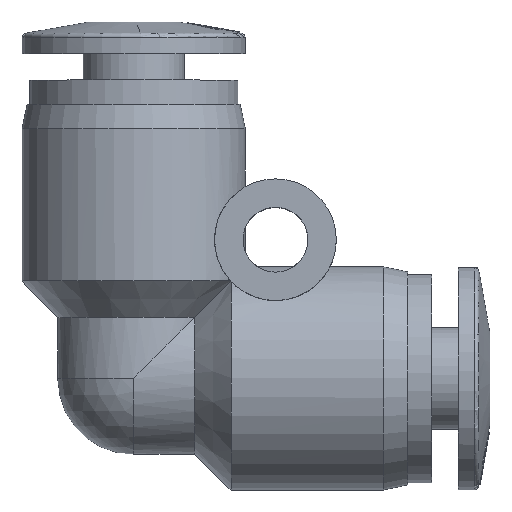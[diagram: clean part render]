
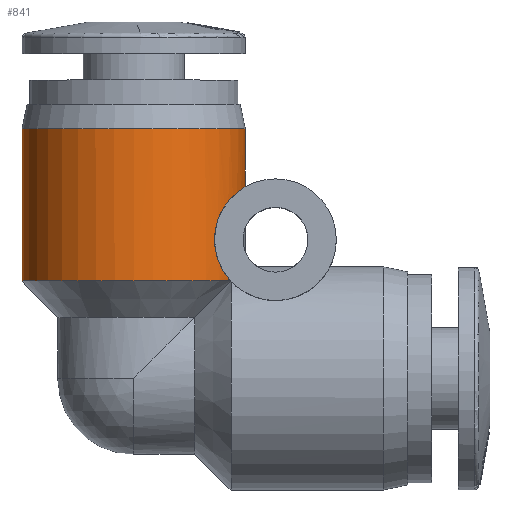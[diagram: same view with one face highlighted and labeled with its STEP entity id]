
A CAD part, top view. The second image highlights one B-rep face of the part: STEP entity #841.
In plain terms, the highlighted cylindrical face has radius 5.5 mm (diameter 11 mm), a partial arc.
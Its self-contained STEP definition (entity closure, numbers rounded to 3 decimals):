
#205=DIRECTION('',(0.,-1.,0.));
#206=VECTOR('',#205,2.87);
#207=CARTESIAN_POINT('',(5.5,-1.2,0.));
#208=LINE('',#207,#206);
#214=DIRECTION('',(0.,-1.,0.));
#215=VECTOR('',#214,7.5);
#216=CARTESIAN_POINT('',(-5.5,-1.2,0.));
#217=LINE('',#216,#215);
#282=CARTESIAN_POINT('',(0.,-8.7,0.));
#283=DIRECTION('',(0.,1.,0.));
#284=DIRECTION('',(-1.,0.,0.));
#285=AXIS2_PLACEMENT_3D('',#282,#283,#284);
#307=CARTESIAN_POINT('',(5.5,-4.07,0.));
#308=CARTESIAN_POINT('',(5.5,-4.07,0.201));
#309=CARTESIAN_POINT('',(5.477,-4.083,0.593));
#310=CARTESIAN_POINT('',(5.394,-4.132,1.116));
#311=CARTESIAN_POINT('',(5.258,-4.222,1.643));
#312=CARTESIAN_POINT('',(5.081,-4.356,2.125));
#313=CARTESIAN_POINT('',(4.884,-4.531,2.542));
#314=CARTESIAN_POINT('',(4.678,-4.753,2.901));
#315=CARTESIAN_POINT('',(4.474,-5.027,3.205));
#316=CARTESIAN_POINT('',(4.279,-5.368,3.459));
#317=CARTESIAN_POINT('',(4.118,-5.768,3.648));
#318=CARTESIAN_POINT('',(4.012,-6.226,3.763));
#319=CARTESIAN_POINT('',(3.99,-6.523,3.785));
#320=CARTESIAN_POINT('',(3.99,-6.673,3.785));
#322=CARTESIAN_POINT('',(3.99,-6.673,3.785));
#323=CARTESIAN_POINT('',(3.99,-6.836,3.785));
#324=CARTESIAN_POINT('',(4.017,-7.142,3.757));
#325=CARTESIAN_POINT('',(4.109,-7.538,3.657));
#326=CARTESIAN_POINT('',(4.239,-7.889,3.507));
#327=CARTESIAN_POINT('',(4.406,-8.211,3.296));
#328=CARTESIAN_POINT('',(4.593,-8.486,3.032));
#329=CARTESIAN_POINT('',(4.717,-8.633,2.831));
#330=CARTESIAN_POINT('',(4.778,-8.7,2.724));
#332=CARTESIAN_POINT('',(0.,-1.2,0.));
#333=DIRECTION('',(0.,1.,0.));
#334=DIRECTION('',(-1.,0.,0.));
#335=AXIS2_PLACEMENT_3D('',#332,#333,#334);
#548=CARTESIAN_POINT('',(3.99,-6.673,3.785));
#549=VERTEX_POINT('',#548);
#559=CARTESIAN_POINT('',(-5.5,-1.2,0.));
#561=VERTEX_POINT('',#559);
#562=CARTESIAN_POINT('',(-5.5,-8.7,0.));
#563=VERTEX_POINT('',#562);
#569=CARTESIAN_POINT('',(5.5,-1.2,0.));
#571=VERTEX_POINT('',#569);
#588=VERTEX_POINT('',#307);
#589=VERTEX_POINT('',#330);
#828=CARTESIAN_POINT('',(0.,-18.113,0.));
#829=DIRECTION('',(0.,1.,0.));
#830=DIRECTION('',(1.,0.,0.));
#831=AXIS2_PLACEMENT_3D('',#828,#829,#830);
#832=CYLINDRICAL_SURFACE('',#831,5.5);
#833=ORIENTED_EDGE('',*,*,#774,.T.);
#834=ORIENTED_EDGE('',*,*,#799,.T.);
#835=ORIENTED_EDGE('',*,*,#816,.F.);
#836=ORIENTED_EDGE('',*,*,#694,.F.);
#837=ORIENTED_EDGE('',*,*,#654,.T.);
#838=ORIENTED_EDGE('',*,*,#691,.T.);
#839=EDGE_LOOP('',(#833,#834,#835,#836,#837,#838));
#840=FACE_OUTER_BOUND('',#839,.F.);
#841=ADVANCED_FACE('',(#840),#832,.T.);
#286=CIRCLE('',#285,5.5);
#321=B_SPLINE_CURVE_WITH_KNOTS('',3,(#307,#308,#309,#310,#311,#312,#313,#314,
#315,#316,#317,#318,#319,#320),.UNSPECIFIED.,.F.,.F.,(4,1,1,1,1,1,1,1,1,1,1,4),(
0.,0.091,0.182,0.273,0.364,
0.455,0.545,0.636,0.727,
0.818,0.909,1.),.UNSPECIFIED.);
#331=B_SPLINE_CURVE_WITH_KNOTS('',3,(#322,#323,#324,#325,#326,#327,#328,#329,
#330),.UNSPECIFIED.,.F.,.F.,(4,1,1,1,1,1,4),(0.,0.167,
0.333,0.5,0.667,0.833,1.),
.UNSPECIFIED.);
#336=CIRCLE('',#335,5.5);
#654=EDGE_CURVE('',#561,#571,#336,.T.);
#691=EDGE_CURVE('',#571,#588,#208,.T.);
#694=EDGE_CURVE('',#561,#563,#217,.T.);
#774=EDGE_CURVE('',#588,#549,#321,.T.);
#799=EDGE_CURVE('',#549,#589,#331,.T.);
#816=EDGE_CURVE('',#563,#589,#286,.T.);
